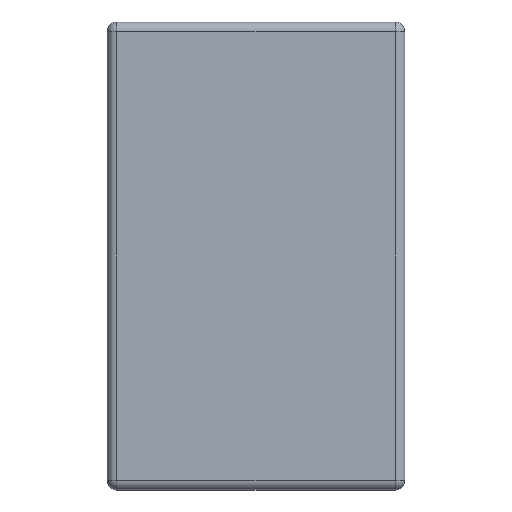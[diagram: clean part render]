
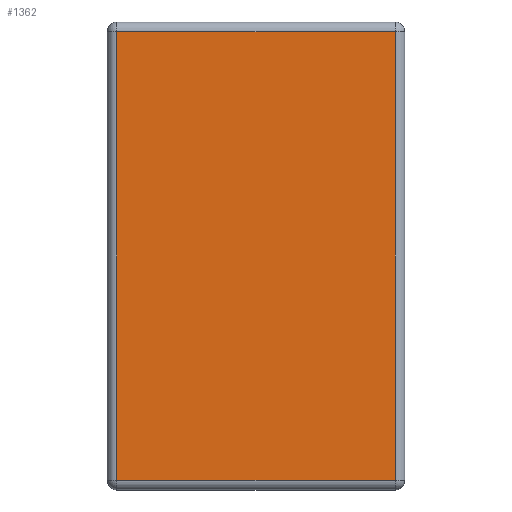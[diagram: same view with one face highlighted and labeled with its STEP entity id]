
A CAD part, left-side view. The second image highlights one B-rep face of the part: STEP entity #1362.
In plain terms, the highlighted planar face has unit normal (-1, 0, 0).
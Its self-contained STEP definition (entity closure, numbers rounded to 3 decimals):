
#71 = CARTESIAN_POINT ( 'NONE',  ( 0., 0., 0. ) ) ;
#125 = VECTOR ( 'NONE', #2273, 1000. ) ;
#266 = VECTOR ( 'NONE', #2659, 1000. ) ;
#297 = CARTESIAN_POINT ( 'NONE',  ( 0., 1.75, -0.057 ) ) ;
#326 = DIRECTION ( 'NONE',  ( -1., 0., 0. ) ) ;
#636 = FACE_OUTER_BOUND ( 'NONE', #2023, .T. ) ;
#822 = VERTEX_POINT ( 'NONE', #2271 ) ;
#960 = CARTESIAN_POINT ( 'NONE',  ( 0., 0.057, -2.693 ) ) ;
#1078 = AXIS2_PLACEMENT_3D ( 'NONE', #71, #326, #2903 ) ;
#1208 = EDGE_CURVE ( 'NONE', #4625, #4273, #2420, .T. ) ;
#1244 = DIRECTION ( 'NONE',  ( 0., 0., -1. ) ) ;
#1362 = ADVANCED_FACE ( 'NONE', ( #636 ), #2830, .T. ) ;
#1495 = ORIENTED_EDGE ( 'NONE', *, *, #3714, .T. ) ;
#1569 = ORIENTED_EDGE ( 'NONE', *, *, #3506, .T. ) ;
#1835 = VECTOR ( 'NONE', #2756, 1000. ) ;
#1974 = VERTEX_POINT ( 'NONE', #960 ) ;
#2023 = EDGE_LOOP ( 'NONE', ( #1569, #3466, #3501, #1495 ) ) ;
#2271 = CARTESIAN_POINT ( 'NONE',  ( 0., 1.693, -2.693 ) ) ;
#2273 = DIRECTION ( 'NONE',  ( 0., -1., 0. ) ) ;
#2420 = LINE ( 'NONE', #297, #1835 ) ;
#2659 = DIRECTION ( 'NONE',  ( 0., 0., 1. ) ) ;
#2756 = DIRECTION ( 'NONE',  ( 0., 1., 0. ) ) ;
#2830 = PLANE ( 'NONE',  #1078 ) ;
#2903 = DIRECTION ( 'NONE',  ( 0., 0., 1. ) ) ;
#2990 = LINE ( 'NONE', #4085, #125 ) ;
#3368 = LINE ( 'NONE', #3711, #266 ) ;
#3370 = VECTOR ( 'NONE', #1244, 1000. ) ;
#3401 = EDGE_CURVE ( 'NONE', #1974, #4625, #3368, .T. ) ;
#3466 = ORIENTED_EDGE ( 'NONE', *, *, #3401, .T. ) ;
#3501 = ORIENTED_EDGE ( 'NONE', *, *, #1208, .T. ) ;
#3506 = EDGE_CURVE ( 'NONE', #822, #1974, #2990, .T. ) ;
#3711 = CARTESIAN_POINT ( 'NONE',  ( 0., 0.057, 0. ) ) ;
#3714 = EDGE_CURVE ( 'NONE', #4273, #822, #4432, .T. ) ;
#4085 = CARTESIAN_POINT ( 'NONE',  ( 0., 0., -2.693 ) ) ;
#4170 = CARTESIAN_POINT ( 'NONE',  ( 0., 1.693, -0.057 ) ) ;
#4273 = VERTEX_POINT ( 'NONE', #4170 ) ;
#4409 = CARTESIAN_POINT ( 'NONE',  ( 0., 1.693, -2.75 ) ) ;
#4432 = LINE ( 'NONE', #4409, #3370 ) ;
#4518 = CARTESIAN_POINT ( 'NONE',  ( 0., 0.057, -0.057 ) ) ;
#4625 = VERTEX_POINT ( 'NONE', #4518 ) ;
